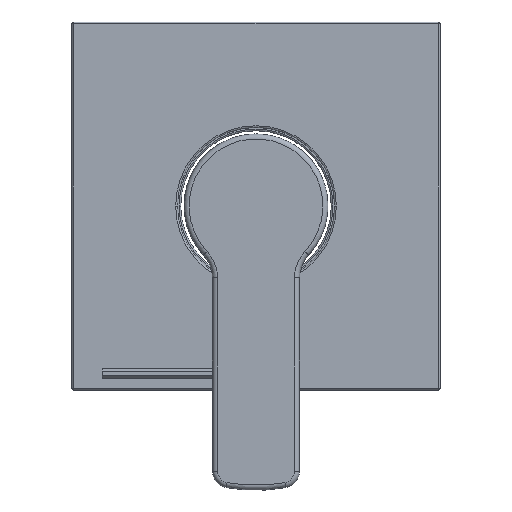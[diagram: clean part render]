
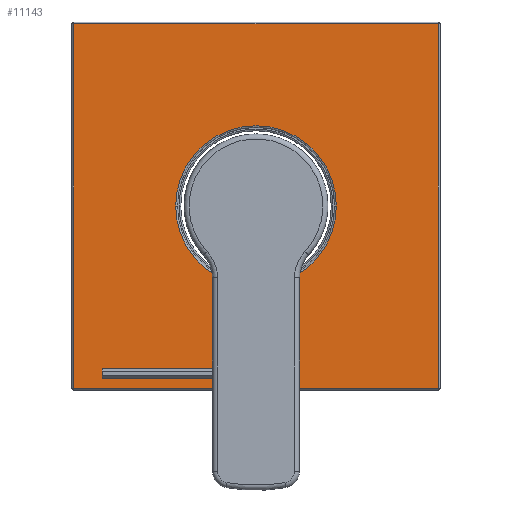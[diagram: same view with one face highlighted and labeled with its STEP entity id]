
A CAD part, top view. The second image highlights one B-rep face of the part: STEP entity #11143.
In plain terms, the highlighted face is planar.
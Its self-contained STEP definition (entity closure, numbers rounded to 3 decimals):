
#10354=DIRECTION('',(0.,0.,-1.));
#10355=VECTOR('',#10354,109.);
#10356=CARTESIAN_POINT('',(54.5,8.,54.5));
#10357=LINE('',#10356,#10355);
#10361=DIRECTION('',(1.,0.,0.));
#10362=VECTOR('',#10361,109.);
#10363=CARTESIAN_POINT('',(-54.5,8.,54.5));
#10364=LINE('',#10363,#10362);
#10368=DIRECTION('',(0.,0.,1.));
#10369=VECTOR('',#10368,109.);
#10370=CARTESIAN_POINT('',(-54.5,8.,-54.5));
#10371=LINE('',#10370,#10369);
#10375=DIRECTION('',(-1.,0.,0.));
#10376=VECTOR('',#10375,109.);
#10377=CARTESIAN_POINT('',(54.5,8.,-54.5));
#10378=LINE('',#10377,#10376);
#10382=CARTESIAN_POINT('',(0.,8.,0.));
#10383=DIRECTION('',(0.,-1.,0.));
#10384=DIRECTION('',(-1.,0.,0.));
#10385=AXIS2_PLACEMENT_3D('',#10382,#10383,#10384);
#10390=CARTESIAN_POINT('',(0.,8.,0.));
#10391=DIRECTION('',(0.,-1.,0.));
#10392=DIRECTION('',(1.,0.,0.));
#10393=AXIS2_PLACEMENT_3D('',#10390,#10391,#10392);
#10962=CARTESIAN_POINT('',(54.5,8.,54.5));
#10963=CARTESIAN_POINT('',(54.5,8.,-54.5));
#10964=VERTEX_POINT('',#10962);
#10965=VERTEX_POINT('',#10963);
#10970=CARTESIAN_POINT('',(-54.5,8.,-54.5));
#10971=VERTEX_POINT('',#10970);
#10976=CARTESIAN_POINT('',(-54.5,8.,54.5));
#10977=VERTEX_POINT('',#10976);
#11034=CARTESIAN_POINT('',(-24.,8.,0.));
#11035=CARTESIAN_POINT('',(24.,8.,0.));
#11036=VERTEX_POINT('',#11034);
#11037=VERTEX_POINT('',#11035);
#11123=CARTESIAN_POINT('',(0.,8.,0.));
#11124=DIRECTION('',(0.,1.,0.));
#11125=DIRECTION('',(1.,0.,0.));
#11126=AXIS2_PLACEMENT_3D('',#11123,#11124,#11125);
#11127=PLANE('',#11126);
#11129=ORIENTED_EDGE('',*,*,#11128,.F.);
#11130=ORIENTED_EDGE('',*,*,#11113,.F.);
#11132=ORIENTED_EDGE('',*,*,#11131,.F.);
#11134=ORIENTED_EDGE('',*,*,#11133,.F.);
#11135=EDGE_LOOP('',(#11129,#11130,#11132,#11134));
#11136=FACE_OUTER_BOUND('',#11135,.F.);
#11138=ORIENTED_EDGE('',*,*,#11137,.F.);
#11140=ORIENTED_EDGE('',*,*,#11139,.F.);
#11141=EDGE_LOOP('',(#11138,#11140));
#11142=FACE_BOUND('',#11141,.F.);
#11143=ADVANCED_FACE('',(#11136,#11142),#11127,.T.);
#10386=CIRCLE('',#10385,24.);
#10394=CIRCLE('',#10393,24.);
#11113=EDGE_CURVE('',#10977,#10964,#10364,.T.);
#11128=EDGE_CURVE('',#10964,#10965,#10357,.T.);
#11131=EDGE_CURVE('',#10971,#10977,#10371,.T.);
#11133=EDGE_CURVE('',#10965,#10971,#10378,.T.);
#11137=EDGE_CURVE('',#11036,#11037,#10386,.T.);
#11139=EDGE_CURVE('',#11037,#11036,#10394,.T.);
